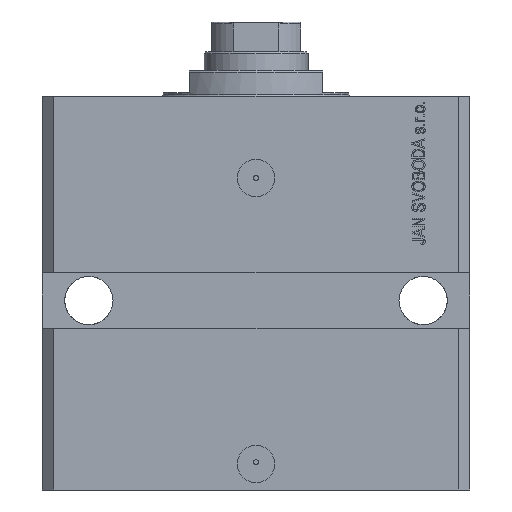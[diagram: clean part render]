
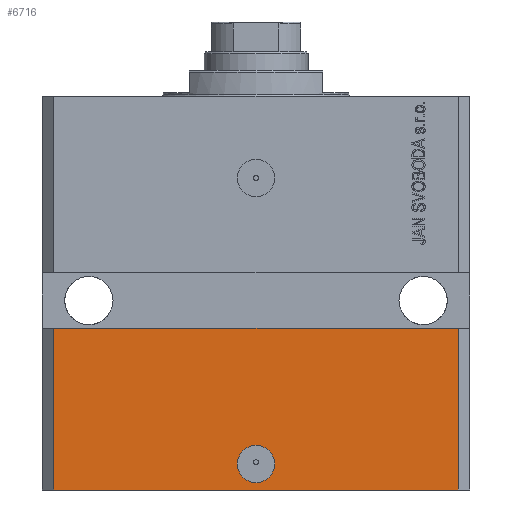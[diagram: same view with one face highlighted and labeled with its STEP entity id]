
A CAD part, front view. The second image highlights one B-rep face of the part: STEP entity #6716.
In plain terms, the highlighted planar face has unit normal (0, -1, 0).
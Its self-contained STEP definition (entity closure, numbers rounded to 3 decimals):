
#427 = VECTOR ( 'NONE', #40907, 1000. ) ;
#892 = EDGE_CURVE ( 'NONE', #32884, #25866, #48198, .T. ) ;
#1583 = CIRCLE ( 'NONE', #30719, 5. ) ;
#1983 = ORIENTED_EDGE ( 'NONE', *, *, #21409, .F. ) ;
#3011 = DIRECTION ( 'NONE',  ( 1., 0., 0. ) ) ;
#3623 = CARTESIAN_POINT ( 'NONE',  ( -57.5, -45., -62.5 ) ) ;
#5157 = AXIS2_PLACEMENT_3D ( 'NONE', #6739, #18813, #26196 ) ;
#5265 = VERTEX_POINT ( 'NONE', #17702 ) ;
#6025 = EDGE_LOOP ( 'NONE', ( #44340, #12556, #28182, #28816 ) ) ;
#6716 = ADVANCED_FACE ( 'NONE', ( #30144, #7224 ), #15357, .T. ) ;
#6739 = CARTESIAN_POINT ( 'NONE',  ( -54.5, -45., -106. ) ) ;
#6936 = CARTESIAN_POINT ( 'NONE',  ( 0., -45., -99. ) ) ;
#7224 = FACE_OUTER_BOUND ( 'NONE', #6025, .T. ) ;
#8619 = CARTESIAN_POINT ( 'NONE',  ( -5., -45., -99. ) ) ;
#11448 = DIRECTION ( 'NONE',  ( 0., -1., 0. ) ) ;
#11702 = EDGE_CURVE ( 'NONE', #5265, #47954, #46328, .T. ) ;
#12237 = EDGE_CURVE ( 'NONE', #47954, #25866, #32371, .T. ) ;
#12556 = ORIENTED_EDGE ( 'NONE', *, *, #23182, .F. ) ;
#14469 = CARTESIAN_POINT ( 'NONE',  ( 54.5, -45., -106. ) ) ;
#15176 = EDGE_CURVE ( 'NONE', #37710, #40316, #28127, .T. ) ;
#15357 = PLANE ( 'NONE',  #5157 ) ;
#16293 = DIRECTION ( 'NONE',  ( 1., 0., 0. ) ) ;
#17702 = CARTESIAN_POINT ( 'NONE',  ( -54.5, -45., -106. ) ) ;
#17742 = ORIENTED_EDGE ( 'NONE', *, *, #15176, .F. ) ;
#18265 = CARTESIAN_POINT ( 'NONE',  ( -54.5, -45., -106. ) ) ;
#18813 = DIRECTION ( 'NONE',  ( 0., -1., 0. ) ) ;
#19023 = CARTESIAN_POINT ( 'NONE',  ( 54.5, -45., -62.5 ) ) ;
#19985 = CARTESIAN_POINT ( 'NONE',  ( -54.5, -45., -106. ) ) ;
#20295 = VECTOR ( 'NONE', #36316, 1000. ) ;
#21250 = DIRECTION ( 'NONE',  ( 0., -1., 0. ) ) ;
#21409 = EDGE_CURVE ( 'NONE', #40316, #37710, #1583, .T. ) ;
#21641 = CARTESIAN_POINT ( 'NONE',  ( 0., -45., -99. ) ) ;
#22928 = LINE ( 'NONE', #18265, #427 ) ;
#23182 = EDGE_CURVE ( 'NONE', #5265, #32884, #22928, .T. ) ;
#25866 = VERTEX_POINT ( 'NONE', #19023 ) ;
#26196 = DIRECTION ( 'NONE',  ( 1., 0., 0. ) ) ;
#28127 = CIRCLE ( 'NONE', #43048, 5. ) ;
#28133 = VECTOR ( 'NONE', #16293, 1000. ) ;
#28182 = ORIENTED_EDGE ( 'NONE', *, *, #11702, .T. ) ;
#28816 = ORIENTED_EDGE ( 'NONE', *, *, #12237, .T. ) ;
#30144 = FACE_BOUND ( 'NONE', #34226, .T. ) ;
#30235 = DIRECTION ( 'NONE',  ( 1., 0., 0. ) ) ;
#30440 = DIRECTION ( 'NONE',  ( 1., 0., 0. ) ) ;
#30719 = AXIS2_PLACEMENT_3D ( 'NONE', #6936, #21250, #3011 ) ;
#32371 = LINE ( 'NONE', #47366, #20295 ) ;
#32884 = VERTEX_POINT ( 'NONE', #33320 ) ;
#33320 = CARTESIAN_POINT ( 'NONE',  ( -54.5, -45., -62.5 ) ) ;
#34226 = EDGE_LOOP ( 'NONE', ( #17742, #1983 ) ) ;
#36316 = DIRECTION ( 'NONE',  ( 0., 0., 1. ) ) ;
#37710 = VERTEX_POINT ( 'NONE', #41396 ) ;
#40316 = VERTEX_POINT ( 'NONE', #8619 ) ;
#40907 = DIRECTION ( 'NONE',  ( 0., 0., 1. ) ) ;
#41396 = CARTESIAN_POINT ( 'NONE',  ( 5., -45., -99. ) ) ;
#43048 = AXIS2_PLACEMENT_3D ( 'NONE', #21641, #11448, #30440 ) ;
#44259 = VECTOR ( 'NONE', #30235, 1000. ) ;
#44340 = ORIENTED_EDGE ( 'NONE', *, *, #892, .F. ) ;
#46328 = LINE ( 'NONE', #19985, #28133 ) ;
#47366 = CARTESIAN_POINT ( 'NONE',  ( 54.5, -45., -106. ) ) ;
#47954 = VERTEX_POINT ( 'NONE', #14469 ) ;
#48198 = LINE ( 'NONE', #3623, #44259 ) ;
